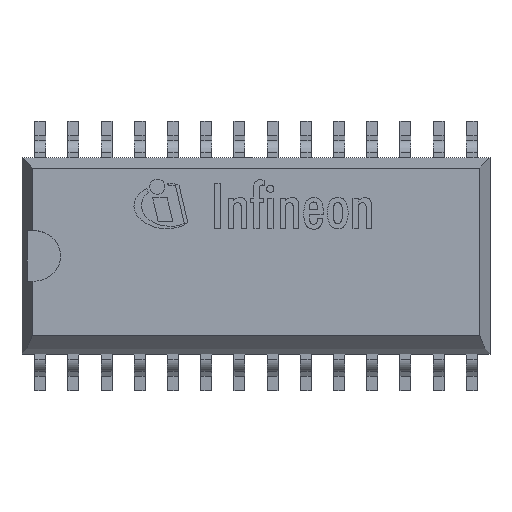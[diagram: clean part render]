
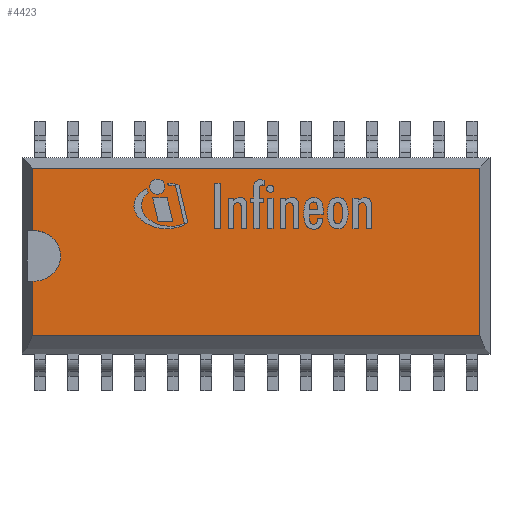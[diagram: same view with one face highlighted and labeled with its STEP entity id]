
A CAD part, top view. The second image highlights one B-rep face of the part: STEP entity #4423.
In plain terms, the highlighted planar face has unit normal (0, 0, 1).
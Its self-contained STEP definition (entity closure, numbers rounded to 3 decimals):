
#598=ELLIPSE('',#4708,1.058,0.973);
#605=FACE_OUTER_BOUND('',#855,.T.);
#855=EDGE_LOOP('',(#2995,#2996,#2997,#2998,#2999,#3000,#3001,#3002));
#1114=LINE('',#6819,#1494);
#1116=LINE('',#6825,#1496);
#1120=LINE('',#6845,#1500);
#1121=LINE('',#6847,#1501);
#1122=LINE('',#6849,#1502);
#1123=LINE('',#6851,#1503);
#1124=LINE('',#6852,#1504);
#1494=VECTOR('',#5287,0.03);
#1496=VECTOR('',#5291,0.03);
#1500=VECTOR('',#5303,2.08);
#1501=VECTOR('',#5304,17.123);
#1502=VECTOR('',#5305,6.415);
#1503=VECTOR('',#5306,17.123);
#1504=VECTOR('',#5307,2.388);
#1872=VERTEX_POINT('',#6813);
#1874=VERTEX_POINT('',#6817);
#1875=VERTEX_POINT('',#6821);
#1877=VERTEX_POINT('',#6824);
#1879=VERTEX_POINT('',#6844);
#1880=VERTEX_POINT('',#6846);
#1881=VERTEX_POINT('',#6848);
#1882=VERTEX_POINT('',#6850);
#2318=EDGE_CURVE('',#1872,#1874,#1114,.T.);
#2320=EDGE_CURVE('',#1877,#1875,#1116,.T.);
#2323=EDGE_CURVE('',#1874,#1877,#598,.T.);
#2326=EDGE_CURVE('',#1879,#1875,#1120,.T.);
#2327=EDGE_CURVE('',#1879,#1880,#1121,.T.);
#2328=EDGE_CURVE('',#1881,#1880,#1122,.T.);
#2329=EDGE_CURVE('',#1882,#1881,#1123,.T.);
#2330=EDGE_CURVE('',#1872,#1882,#1124,.T.);
#2995=ORIENTED_EDGE('',*,*,#2318,.T.);
#2996=ORIENTED_EDGE('',*,*,#2323,.T.);
#2997=ORIENTED_EDGE('',*,*,#2320,.T.);
#2998=ORIENTED_EDGE('',*,*,#2326,.F.);
#2999=ORIENTED_EDGE('',*,*,#2327,.T.);
#3000=ORIENTED_EDGE('',*,*,#2328,.F.);
#3001=ORIENTED_EDGE('',*,*,#2329,.F.);
#3002=ORIENTED_EDGE('',*,*,#2330,.F.);
#4310=PLANE('',#4711);
#4423=ADVANCED_FACE('',(#605),#4310,.T.);
#4708=AXIS2_PLACEMENT_3D('',#6839,#5294,#5295);
#4711=AXIS2_PLACEMENT_3D('',#6843,#5301,#5302);
#5287=DIRECTION('',(1.,0.,0.));
#5291=DIRECTION('',(-1.,0.,0.));
#5294=DIRECTION('center_axis',(0.,0.,-1.));
#5295=DIRECTION('ref_axis',(1.,0.,0.));
#5301=DIRECTION('center_axis',(0.,0.,1.));
#5302=DIRECTION('ref_axis',(1.,0.,0.));
#5303=DIRECTION('',(0.,1.,0.));
#5304=DIRECTION('',(1.,0.,0.));
#5305=DIRECTION('',(0.,-1.,0.));
#5306=DIRECTION('',(1.,0.,0.));
#5307=DIRECTION('',(0.,1.,0.));
#6813=CARTESIAN_POINT('',(-8.561,0.973,2.5));
#6817=CARTESIAN_POINT('',(-8.531,0.973,2.5));
#6819=CARTESIAN_POINT('',(-4.37,0.973,2.5));
#6821=CARTESIAN_POINT('',(-8.561,-0.973,2.5));
#6824=CARTESIAN_POINT('',(-8.531,-0.973,2.5));
#6825=CARTESIAN_POINT('',(-4.266,-0.973,2.5));
#6839=CARTESIAN_POINT('Origin',(-8.531,0.,
2.5));
#6843=CARTESIAN_POINT('Origin',(0.,0.,
2.5));
#6844=CARTESIAN_POINT('',(-8.561,-3.053,2.5));
#6845=CARTESIAN_POINT('',(-8.561,1.875,2.5));
#6846=CARTESIAN_POINT('',(8.561,-3.053,2.5));
#6847=CARTESIAN_POINT('',(0.,-3.053,2.5));
#6848=CARTESIAN_POINT('',(8.561,3.361,2.5));
#6849=CARTESIAN_POINT('',(8.561,-1.875,2.5));
#6850=CARTESIAN_POINT('',(-8.561,3.361,2.5));
#6851=CARTESIAN_POINT('',(4.475,3.361,2.5));
#6852=CARTESIAN_POINT('',(-8.561,1.875,2.5));
